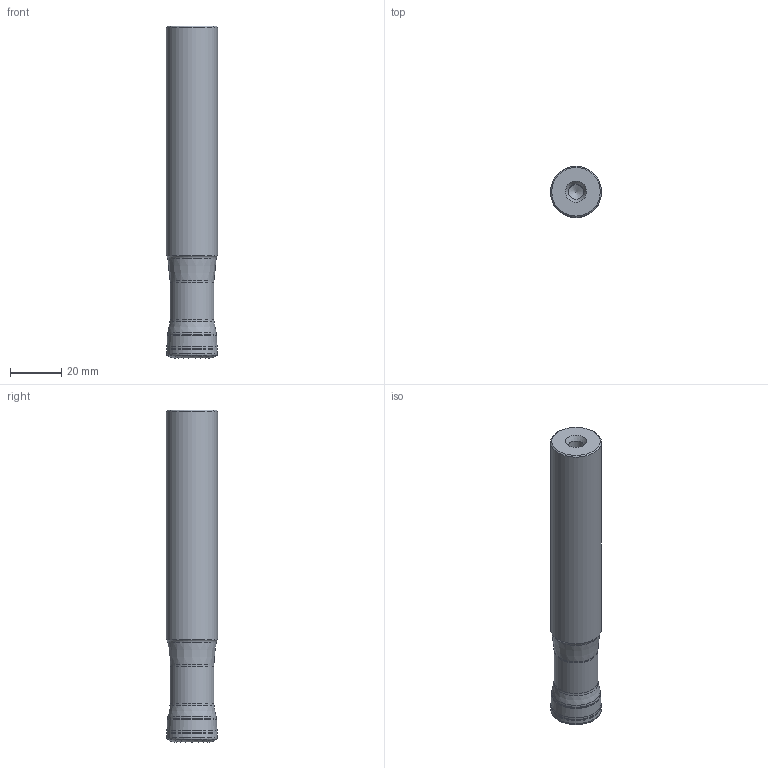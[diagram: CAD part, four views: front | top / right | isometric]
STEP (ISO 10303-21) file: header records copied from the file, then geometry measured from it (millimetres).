
FILE_DESCRIPTION(/* description */ (''),/* implementation_level */ '2;1');
FILE_NAME(/* name */ '202798138ndi000_00.stp',/* time_stamp */ '2020-01-17T09:42:35+01:00',/* author */ (''),/* organization */ (''),/* preprocessor_version */ 'ST-DEVELOPER v16.7',/* originating_system */ 'SIEMENS PLM Software NX 12.0',/* authorisation */ '');
FILE_SCHEMA (('AUTOMOTIVE_DESIGN { 1 0 10303 214 3 1 1 1 }'));
Length unit declared in the file: millimetre
Products named in the file (1): mp54386C9DC08qij
Bounding box: 20 x 20 x 130 mm (x, y, z)
Volume: 37026.9 mm3; surface area: 11734.4 mm2
Topology: 2 solids, 2 shells, 54 faces, 113 edges, 61 vertices
Faces by surface type: revolution 34, cone 7, torus 6, cylinder 4, plane 2, bspline 1
Full cylindrical faces by diameter (mm): 6 x1, 17.129 x1, 19.129 x1, 20 x1
Entity records: 1387 total; most frequent: CARTESIAN_POINT 432, DIRECTION 180, FACE_BOUND 106, EDGE_LOOP 106, ORIENTED_EDGE 106, AXIS2_PLACEMENT_3D 73, ADVANCED_FACE 54, VERTEX_POINT 54
